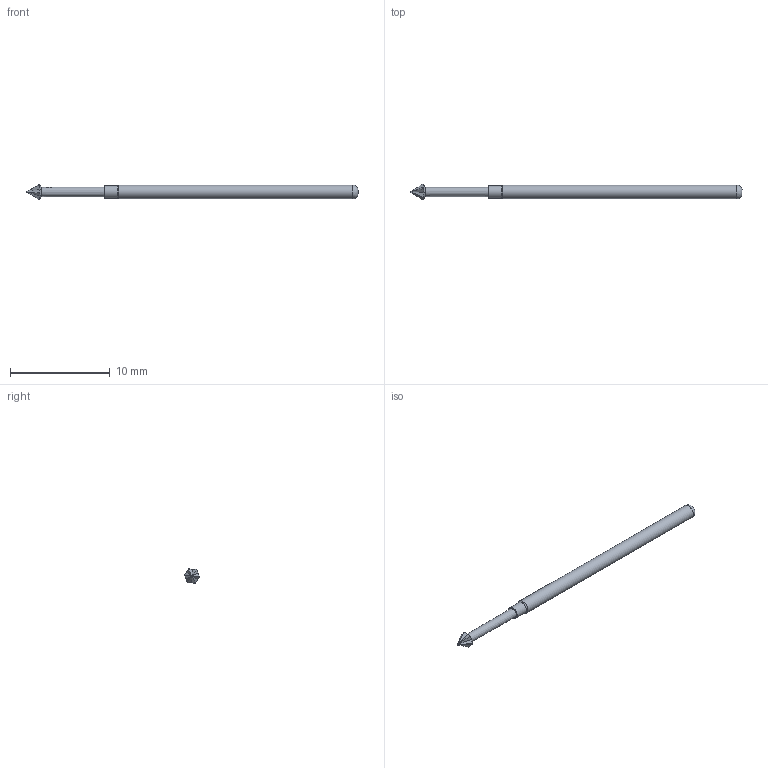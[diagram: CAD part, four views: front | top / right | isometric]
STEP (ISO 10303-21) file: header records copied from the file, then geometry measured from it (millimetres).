
FILE_DESCRIPTION (( 'STEP AP214' ), '1' );
FILE_NAME ('100-PR_25N6_.STEP', '2018-09-10T18:58:23', ( '' ), ( '' ), 'SwSTEP 2.0', 'SolidWorks 2017', '' );
FILE_SCHEMA (( 'AUTOMOTIVE_DESIGN' ));
Length unit declared in the file: inch
Products named in the file (1): 100-PR_25N6_
Bounding box: 33.27 x 1.57 x 1.51 mm (x, y, z)
Volume: 41.9 mm3; surface area: 133.2 mm2
Topology: 1 solids, 1 shells, 28 faces, 72 edges, 47 vertices
Faces by surface type: bspline 12, cylinder 8, cone 4, plane 3, torus 1
Full cylindrical faces by diameter (mm): 1.219 x1, 1.367 x1
Entity records: 3392 total; most frequent: CARTESIAN_POINT 2471, ORIENTED_EDGE 124, EDGE_CURVE 62, DIRECTION 62, B_SPLINE_CURVE_WITH_KNOTS 48, VERTEX_POINT 44, EDGE_LOOP 36, FACE_OUTER_BOUND 31
